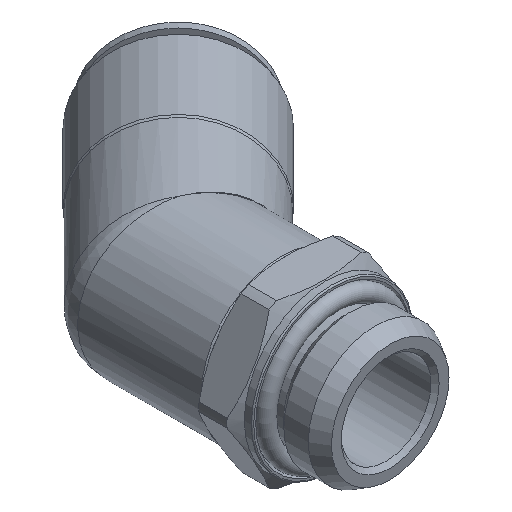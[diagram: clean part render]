
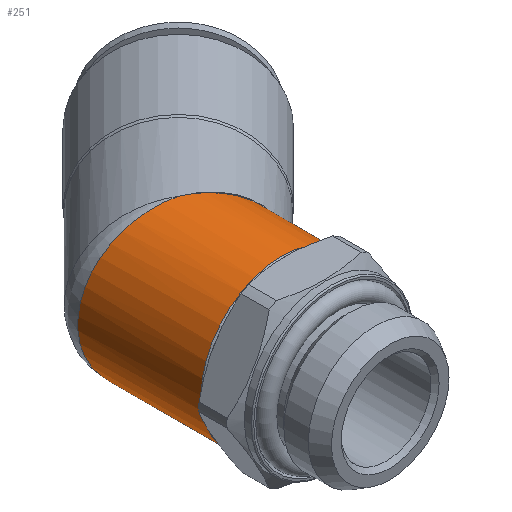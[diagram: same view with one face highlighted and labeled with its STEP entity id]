
A CAD part, isometric view. The second image highlights one B-rep face of the part: STEP entity #251.
In plain terms, the highlighted cylindrical face has radius 9.9 mm (diameter 19.8 mm), a full revolution.
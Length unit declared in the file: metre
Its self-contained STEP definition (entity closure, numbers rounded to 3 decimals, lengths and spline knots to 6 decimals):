
#251 = ADVANCED_FACE( 'NONE', ( #386, #387 ), #388, .T. );
#386 = FACE_OUTER_BOUND( '', #541, .T. );
#387 = FACE_OUTER_BOUND( '', #542, .T. );
#388 = CYLINDRICAL_SURFACE( '', #543, 0.0099 );
#541 = EDGE_LOOP( '', ( #1043, #1044 ) );
#542 = EDGE_LOOP( '', ( #1045 ) );
#543 = AXIS2_PLACEMENT_3D( '', #1046, #1047, #1048 );
#1043 = ORIENTED_EDGE( '', *, *, #1217, .T. );
#1044 = ORIENTED_EDGE( '', *, *, #1218, .T. );
#1045 = ORIENTED_EDGE( '', *, *, #1219, .T. );
#1046 = CARTESIAN_POINT( '', ( 0., 0.028001, 0. ) );
#1047 = DIRECTION( '', ( 0., -1., 0. ) );
#1048 = DIRECTION( '', ( 0., 0., -1. ) );
#1217 = EDGE_CURVE( 'NONE', #1304, #1301, #1393, .T. );
#1218 = EDGE_CURVE( 'NONE', #1301, #1304, #1394, .T. );
#1219 = EDGE_CURVE( 'NONE', #1395, #1395, #1396, .T. );
#1301 = VERTEX_POINT( 'NONE', #1545 );
#1304 = VERTEX_POINT( 'NONE', #1575 );
#1393 = B_SPLINE_CURVE_WITH_KNOTS( '', 3, ( #1915, #1916, #1917, #1918, #1919, #1920, #1921, #1922, #1923, #1924, #1925, #1926, #1927, #1928, #1929, #1930, #1931, #1932, #1933, #1934, #1935, #1936, #1937, #1938, #1939, #1940, #1941, #1942, #1943, #1944, #1945, #1946, #1947, #1948, #1949 ), .UNSPECIFIED., .F., .F., ( 4, 1, 1, 1, 1, 1, 1, 1, 1, 1, 1, 1, 1, 1, 1, 1, 1, 1, 1, 1, 1, 1, 1, 1, 1, 1, 1, 1, 1, 1, 1, 1, 4 ), ( 0., 0.011064, 0.021739, 0.032022, 0.041916, 0.051418, 0.060531, 0.069253, 0.077585, 0.085527, 0.093078, 0.10024, 0.107011, 0.113391, 0.119382, 0.124982, 0.191382, 0.249942, 0.314625, 0.374947, 0.438258, 0.500014, 0.561765, 0.625079, 0.685399, 0.750084, 0.808637, 0.875043, 0.907636, 0.946449, 0.961668, 0.979518, 1. ), .UNSPECIFIED. );
#1394 = B_SPLINE_CURVE_WITH_KNOTS( '', 3, ( #1950, #1951, #1952, #1953, #1954, #1955, #1956, #1957, #1958, #1959, #1960, #1961, #1962, #1963, #1964, #1965, #1966, #1967, #1968, #1969, #1970, #1971, #1972, #1973, #1974, #1975, #1976, #1977, #1978, #1979, #1980, #1981, #1982, #1983, #1984, #1985, #1986, #1987, #1988 ), .UNSPECIFIED., .F., .F., ( 4, 1, 1, 1, 1, 1, 1, 1, 1, 1, 1, 1, 1, 1, 1, 1, 1, 1, 1, 1, 1, 1, 1, 1, 1, 1, 1, 1, 1, 1, 1, 1, 1, 1, 1, 1, 4 ), ( 0., 0.01035, 0.020361, 0.030034, 0.039369, 0.048365, 0.057022, 0.065341, 0.073322, 0.080964, 0.088268, 0.095234, 0.101861, 0.108149, 0.114099, 0.119711, 0.124985, 0.19103, 0.249936, 0.314221, 0.374939, 0.438068, 0.500002, 0.561932, 0.625064, 0.685778, 0.750067, 0.808961, 0.875017, 0.885774, 0.897921, 0.911458, 0.926386, 0.942704, 0.960413, 0.979511, 1. ), .UNSPECIFIED. );
#1395 = VERTEX_POINT( '', #1989 );
#1396 = CIRCLE( '', #1990, 0.0099 );
#1545 = CARTESIAN_POINT( '', ( 0., 0., 0.0099 ) );
#1575 = CARTESIAN_POINT( '', ( 0., 0., -0.0099 ) );
#1915 = CARTESIAN_POINT( '', ( 0., 0., -0.0099 ) );
#1916 = CARTESIAN_POINT( '', ( 0.00011, -0.000048, -0.009899 ) );
#1917 = CARTESIAN_POINT( '', ( 0.000326, -0.000142, -0.009897 ) );
#1918 = CARTESIAN_POINT( '', ( 0.000644, -0.000279, -0.009881 ) );
#1919 = CARTESIAN_POINT( '', ( 0.000949, -0.000412, -0.009856 ) );
#1920 = CARTESIAN_POINT( '', ( 0.001243, -0.000539, -0.009823 ) );
#1921 = CARTESIAN_POINT( '', ( 0.001523, -0.000661, -0.009783 ) );
#1922 = CARTESIAN_POINT( '', ( 0.001792, -0.000777, -0.009738 ) );
#1923 = CARTESIAN_POINT( '', ( 0.002047, -0.000889, -0.009687 ) );
#1924 = CARTESIAN_POINT( '', ( 0.00229, -0.000994, -0.009632 ) );
#1925 = CARTESIAN_POINT( '', ( 0.002521, -0.001095, -0.009575 ) );
#1926 = CARTESIAN_POINT( '', ( 0.002739, -0.00119, -0.009514 ) );
#1927 = CARTESIAN_POINT( '', ( 0.002944, -0.00128, -0.009453 ) );
#1928 = CARTESIAN_POINT( '', ( 0.003137, -0.001364, -0.00939 ) );
#1929 = CARTESIAN_POINT( '', ( 0.003319, -0.001444, -0.009328 ) );
#1930 = CARTESIAN_POINT( '', ( 0.003488, -0.001517, -0.009266 ) );
#1931 = CARTESIAN_POINT( '', ( 0.004217, -0.001835, -0.008984 ) );
#1932 = CARTESIAN_POINT( '', ( 0.005397, -0.002347, -0.008373 ) );
#1933 = CARTESIAN_POINT( '', ( 0.006927, -0.003014, -0.007159 ) );
#1934 = CARTESIAN_POINT( '', ( 0.008179, -0.003558, -0.005694 ) );
#1935 = CARTESIAN_POINT( '', ( 0.009155, -0.003984, -0.00394 ) );
#1936 = CARTESIAN_POINT( '', ( 0.009761, -0.004246, -0.002027 ) );
#1937 = CARTESIAN_POINT( '', ( 0.009968, -0.004338, 0. ) );
#1938 = CARTESIAN_POINT( '', ( 0.009762, -0.004246, 0.002027 ) );
#1939 = CARTESIAN_POINT( '', ( 0.009155, -0.003984, 0.003939 ) );
#1940 = CARTESIAN_POINT( '', ( 0.008179, -0.003558, 0.005694 ) );
#1941 = CARTESIAN_POINT( '', ( 0.006927, -0.003014, 0.007159 ) );
#1942 = CARTESIAN_POINT( '', ( 0.005398, -0.002347, 0.008373 ) );
#1943 = CARTESIAN_POINT( '', ( 0.003974, -0.001729, 0.00911 ) );
#1944 = CARTESIAN_POINT( '', ( 0.002667, -0.00116, 0.009554 ) );
#1945 = CARTESIAN_POINT( '', ( 0.001822, -0.000792, 0.009743 ) );
#1946 = CARTESIAN_POINT( '', ( 0.001114, -0.000484, 0.009841 ) );
#1947 = CARTESIAN_POINT( '', ( 0.000584, -0.000254, 0.00989 ) );
#1948 = CARTESIAN_POINT( '', ( 0.000203, -0.000088, 0.009896 ) );
#1949 = CARTESIAN_POINT( '', ( 0., 0., 0.0099 ) );
#1950 = CARTESIAN_POINT( '', ( 0., 0., 0.0099 ) );
#1951 = CARTESIAN_POINT( '', ( -0.000106, 0.000026, 0.009899 ) );
#1952 = CARTESIAN_POINT( '', ( -0.000313, 0.000077, 0.009897 ) );
#1953 = CARTESIAN_POINT( '', ( -0.00062, 0.000153, 0.009882 ) );
#1954 = CARTESIAN_POINT( '', ( -0.000915, 0.000225, 0.009859 ) );
#1955 = CARTESIAN_POINT( '', ( -0.001199, 0.000295, 0.009828 ) );
#1956 = CARTESIAN_POINT( '', ( -0.001472, 0.000362, 0.009791 ) );
#1957 = CARTESIAN_POINT( '', ( -0.001734, 0.000427, 0.009748 ) );
#1958 = CARTESIAN_POINT( '', ( -0.001985, 0.000489, 0.0097 ) );
#1959 = CARTESIAN_POINT( '', ( -0.002224, 0.000548, 0.009648 ) );
#1960 = CARTESIAN_POINT( '', ( -0.002451, 0.000604, 0.009593 ) );
#1961 = CARTESIAN_POINT( '', ( -0.002668, 0.000657, 0.009535 ) );
#1962 = CARTESIAN_POINT( '', ( -0.002873, 0.000708, 0.009475 ) );
#1963 = CARTESIAN_POINT( '', ( -0.003067, 0.000756, 0.009414 ) );
#1964 = CARTESIAN_POINT( '', ( -0.00325, 0.000802, 0.009352 ) );
#1965 = CARTESIAN_POINT( '', ( -0.003422, 0.000844, 0.00929 ) );
#1966 = CARTESIAN_POINT( '', ( -0.003583, 0.000884, 0.009229 ) );
#1967 = CARTESIAN_POINT( '', ( -0.004315, 0.001065, 0.008938 ) );
#1968 = CARTESIAN_POINT( '', ( -0.005505, 0.001358, 0.008304 ) );
#1969 = CARTESIAN_POINT( '', ( -0.007026, 0.001734, 0.007062 ) );
#1970 = CARTESIAN_POINT( '', ( -0.008254, 0.002037, 0.005582 ) );
#1971 = CARTESIAN_POINT( '', ( -0.009193, 0.002269, 0.003844 ) );
#1972 = CARTESIAN_POINT( '', ( -0.009769, 0.002411, 0.001969 ) );
#1973 = CARTESIAN_POINT( '', ( -0.009965, 0.00246, 0. ) );
#1974 = CARTESIAN_POINT( '', ( -0.009769, 0.002411, -0.001969 ) );
#1975 = CARTESIAN_POINT( '', ( -0.009193, 0.002269, -0.003843 ) );
#1976 = CARTESIAN_POINT( '', ( -0.008254, 0.002037, -0.005582 ) );
#1977 = CARTESIAN_POINT( '', ( -0.007026, 0.001735, -0.007062 ) );
#1978 = CARTESIAN_POINT( '', ( -0.005505, 0.001358, -0.008304 ) );
#1979 = CARTESIAN_POINT( '', ( -0.004265, 0.001053, -0.008964 ) );
#1980 = CARTESIAN_POINT( '', ( -0.003416, 0.000843, -0.009294 ) );
#1981 = CARTESIAN_POINT( '', ( -0.003064, 0.000756, -0.009417 ) );
#1982 = CARTESIAN_POINT( '', ( -0.002666, 0.000657, -0.009538 ) );
#1983 = CARTESIAN_POINT( '', ( -0.002223, 0.000547, -0.009651 ) );
#1984 = CARTESIAN_POINT( '', ( -0.001733, 0.000426, -0.009752 ) );
#1985 = CARTESIAN_POINT( '', ( -0.001196, 0.000294, -0.009833 ) );
#1986 = CARTESIAN_POINT( '', ( -0.000613, 0.000151, -0.009889 ) );
#1987 = CARTESIAN_POINT( '', ( -0.000209, 0.000052, -0.009896 ) );
#1988 = CARTESIAN_POINT( '', ( 0., 0., -0.0099 ) );
#1989 = CARTESIAN_POINT( '', ( 0., -0.0127, 0.0099 ) );
#1990 = AXIS2_PLACEMENT_3D( '', #2214, #2215, #2216 );
#2214 = CARTESIAN_POINT( '', ( 0., -0.0127, 0. ) );
#2215 = DIRECTION( '', ( 0., 1., 0. ) );
#2216 = DIRECTION( '', ( 0., 0., 1. ) );
